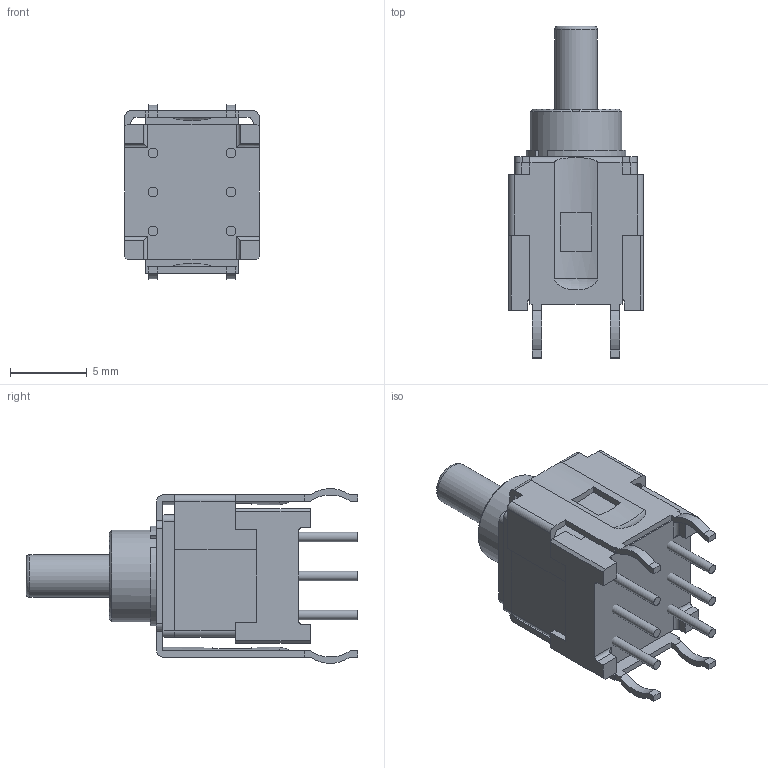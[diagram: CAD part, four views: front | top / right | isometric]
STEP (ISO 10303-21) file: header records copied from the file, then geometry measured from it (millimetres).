
FILE_DESCRIPTION(/* description */ (''),/* implementation_level */ '2;1');
FILE_NAME(/* name */ 'ELEC_Pushbutton_BB25ABM4G-NR.iam.step',/* time_stamp */ '2015-01-02T19:31:37-08:00',/* author */ ('Philip'),/* organization */ (''),/* preprocessor_version */ 'ST-DEVELOPER v15.6',/* originating_system */ 'Autodesk Inventor 2015',/* authorisation */ '');
FILE_SCHEMA (('AUTOMOTIVE_DESIGN { 1 0 10303 214 3 1 1 }'));
Length unit declared in the file: inch
Products named in the file (6): _BB25-body; _BB25B-bracket; _BBA-plunger; _BB25B-terminal; _BB25B-body3; ELEC_Pushbutton_BB25ABM4G-NR
Assembly tree (5 placements, depth 2):
  ELEC_Pushbutton_BB25ABM4G-NR
    _BB25-body
    _BB25B-bracket
    _BBA-plunger
    _BB25B-terminal
    _BB25B-body3
Bounding box: 8.79 x 21.62 x 11.36 mm (x, y, z)
Volume: 832.6 mm3; surface area: 1367.6 mm2
Topology: 5 solids, 5 shells, 197 faces, 530 edges, 351 vertices
Faces by surface type: plane 137, cylinder 54, torus 5, cone 1
Full cylindrical faces by diameter (mm): 0.61 x6, 2.794 x2, 5.994 x1
Entity records: 6363 total; most frequent: CARTESIAN_POINT 1208, DIRECTION 1044, ORIENTED_EDGE 1036, EDGE_CURVE 518, LINE 392, VECTOR 392, VERTEX_POINT 349, AXIS2_PLACEMENT_3D 326
